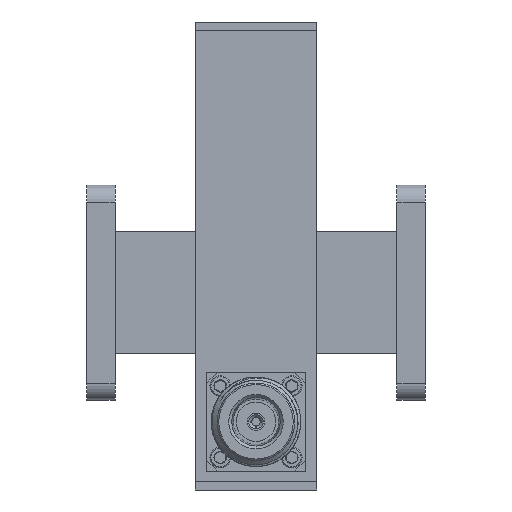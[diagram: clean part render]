
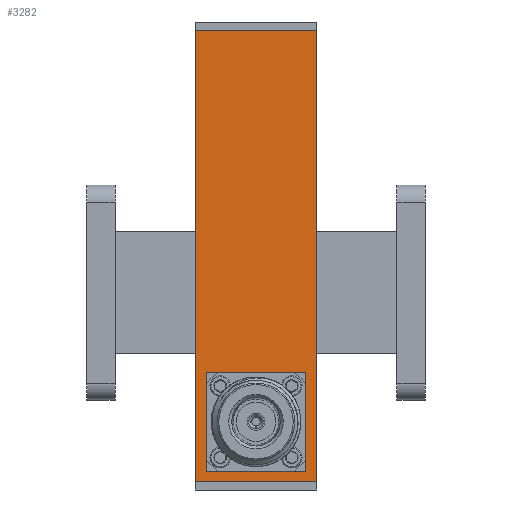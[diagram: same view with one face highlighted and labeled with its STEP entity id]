
A CAD part, front view. The second image highlights one B-rep face of the part: STEP entity #3282.
In plain terms, the highlighted planar face has unit normal (0, -1, 0).
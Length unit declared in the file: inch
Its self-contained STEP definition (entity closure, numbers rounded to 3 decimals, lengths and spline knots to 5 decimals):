
#30 = LINE ( 'NONE', #6737, #6333 ) ;
#102 = ORIENTED_EDGE ( 'NONE', *, *, #6622, .F. ) ;
#111 = EDGE_CURVE ( 'NONE', #4105, #5556, #1204, .T. ) ;
#169 = VECTOR ( 'NONE', #4666, 39.37008 ) ;
#259 = VERTEX_POINT ( 'NONE', #5576 ) ;
#483 = LINE ( 'NONE', #5623, #5451 ) ;
#689 = VERTEX_POINT ( 'NONE', #4199 ) ;
#798 = VERTEX_POINT ( 'NONE', #4761 ) ;
#884 = VECTOR ( 'NONE', #1940, 39.37008 ) ;
#909 = LINE ( 'NONE', #5011, #1638 ) ;
#1093 = ORIENTED_EDGE ( 'NONE', *, *, #111, .T. ) ;
#1127 = VERTEX_POINT ( 'NONE', #5044 ) ;
#1204 = LINE ( 'NONE', #3991, #6149 ) ;
#1233 = EDGE_CURVE ( 'NONE', #259, #4105, #909, .T. ) ;
#1389 = VECTOR ( 'NONE', #1550, 39.37008 ) ;
#1550 = DIRECTION ( 'NONE',  ( 0., 0., -1. ) ) ;
#1559 = FACE_OUTER_BOUND ( 'NONE', #5226, .T. ) ;
#1638 = VECTOR ( 'NONE', #3021, 39.37008 ) ;
#1908 = CARTESIAN_POINT ( 'NONE',  ( 0.34451, -0.69252, -1.24608 ) ) ;
#1940 = DIRECTION ( 'NONE',  ( 0., 0., 1. ) ) ;
#2111 = FACE_BOUND ( 'NONE', #6278, .T. ) ;
#2250 = DIRECTION ( 'NONE',  ( 1., 0., 0. ) ) ;
#2264 = CARTESIAN_POINT ( 'NONE',  ( -0.425, -0.69252, -1.3189 ) ) ;
#2414 = ORIENTED_EDGE ( 'NONE', *, *, #5234, .F. ) ;
#2454 = CARTESIAN_POINT ( 'NONE',  ( 0.425, -0.69252, -1.3189 ) ) ;
#2942 = LINE ( 'NONE', #6610, #4180 ) ;
#2995 = CARTESIAN_POINT ( 'NONE',  ( -0.34451, -0.69252, -1.24608 ) ) ;
#3021 = DIRECTION ( 'NONE',  ( -1., 0., 0. ) ) ;
#3282 = ADVANCED_FACE ( 'NONE', ( #2111, #1559 ), #5785, .F. ) ;
#3617 = LINE ( 'NONE', #5729, #169 ) ;
#3623 = ORIENTED_EDGE ( 'NONE', *, *, #4984, .F. ) ;
#3638 = AXIS2_PLACEMENT_3D ( 'NONE', #5893, #3745, #2250 ) ;
#3663 = EDGE_CURVE ( 'NONE', #798, #1127, #6747, .T. ) ;
#3686 = DIRECTION ( 'NONE',  ( 1., 0., 0. ) ) ;
#3745 = DIRECTION ( 'NONE',  ( 0., 1., 0. ) ) ;
#3856 = VERTEX_POINT ( 'NONE', #6410 ) ;
#3991 = CARTESIAN_POINT ( 'NONE',  ( -0.425, -0.69252, 1.88976 ) ) ;
#4089 = ORIENTED_EDGE ( 'NONE', *, *, #1233, .T. ) ;
#4105 = VERTEX_POINT ( 'NONE', #4151 ) ;
#4151 = CARTESIAN_POINT ( 'NONE',  ( -0.425, -0.69252, 1.83071 ) ) ;
#4180 = VECTOR ( 'NONE', #4992, 39.37008 ) ;
#4199 = CARTESIAN_POINT ( 'NONE',  ( -0.34451, -0.69252, -0.55707 ) ) ;
#4350 = DIRECTION ( 'NONE',  ( 0., 0., -1. ) ) ;
#4666 = DIRECTION ( 'NONE',  ( 0., 0., -1. ) ) ;
#4761 = CARTESIAN_POINT ( 'NONE',  ( 0.34451, -0.69252, -1.24608 ) ) ;
#4984 = EDGE_CURVE ( 'NONE', #1127, #689, #483, .T. ) ;
#4992 = DIRECTION ( 'NONE',  ( -1., 0., 0. ) ) ;
#5011 = CARTESIAN_POINT ( 'NONE',  ( -0.425, -0.69252, 1.83071 ) ) ;
#5033 = EDGE_CURVE ( 'NONE', #689, #3856, #5135, .T. ) ;
#5044 = CARTESIAN_POINT ( 'NONE',  ( 0.34451, -0.69252, -0.55707 ) ) ;
#5135 = LINE ( 'NONE', #2995, #1389 ) ;
#5173 = DIRECTION ( 'NONE',  ( -1., 0., 0. ) ) ;
#5226 = EDGE_LOOP ( 'NONE', ( #5753, #4089, #1093, #102 ) ) ;
#5234 = EDGE_CURVE ( 'NONE', #3856, #798, #30, .T. ) ;
#5451 = VECTOR ( 'NONE', #5173, 39.37008 ) ;
#5456 = ORIENTED_EDGE ( 'NONE', *, *, #5033, .F. ) ;
#5556 = VERTEX_POINT ( 'NONE', #2264 ) ;
#5576 = CARTESIAN_POINT ( 'NONE',  ( 0.425, -0.69252, 1.83071 ) ) ;
#5623 = CARTESIAN_POINT ( 'NONE',  ( -0.34451, -0.69252, -0.55707 ) ) ;
#5640 = ORIENTED_EDGE ( 'NONE', *, *, #3663, .F. ) ;
#5729 = CARTESIAN_POINT ( 'NONE',  ( 0.425, -0.69252, 1.88976 ) ) ;
#5753 = ORIENTED_EDGE ( 'NONE', *, *, #5859, .F. ) ;
#5785 = PLANE ( 'NONE',  #3638 ) ;
#5859 = EDGE_CURVE ( 'NONE', #259, #6166, #3617, .T. ) ;
#5893 = CARTESIAN_POINT ( 'NONE',  ( -0.425, -0.69252, 1.88976 ) ) ;
#6149 = VECTOR ( 'NONE', #4350, 39.37008 ) ;
#6166 = VERTEX_POINT ( 'NONE', #2454 ) ;
#6278 = EDGE_LOOP ( 'NONE', ( #5640, #2414, #5456, #3623 ) ) ;
#6333 = VECTOR ( 'NONE', #3686, 39.37008 ) ;
#6410 = CARTESIAN_POINT ( 'NONE',  ( -0.34451, -0.69252, -1.24608 ) ) ;
#6610 = CARTESIAN_POINT ( 'NONE',  ( -0.425, -0.69252, -1.3189 ) ) ;
#6622 = EDGE_CURVE ( 'NONE', #6166, #5556, #2942, .T. ) ;
#6737 = CARTESIAN_POINT ( 'NONE',  ( -0.34451, -0.69252, -1.24608 ) ) ;
#6747 = LINE ( 'NONE', #1908, #884 ) ;
